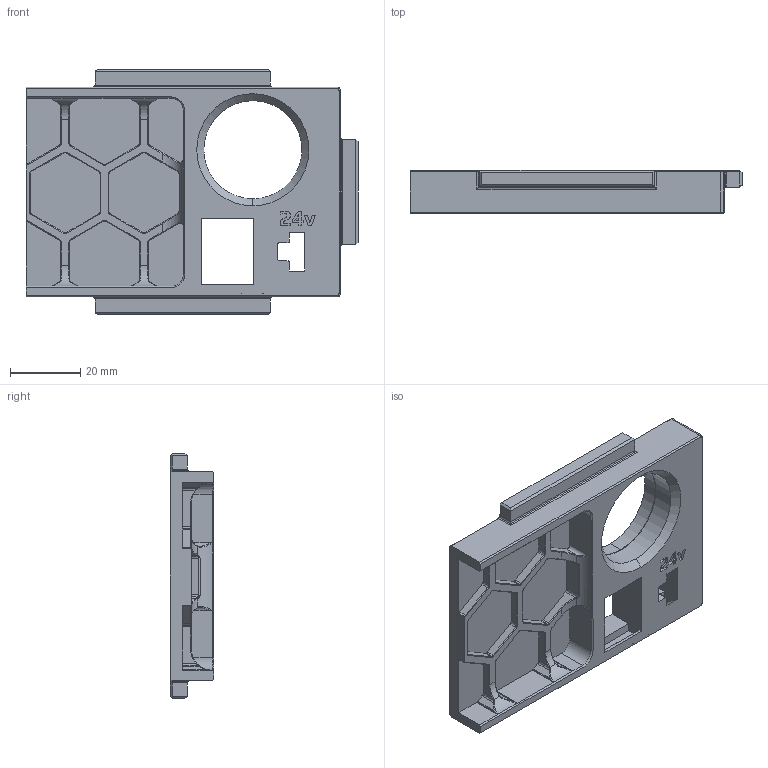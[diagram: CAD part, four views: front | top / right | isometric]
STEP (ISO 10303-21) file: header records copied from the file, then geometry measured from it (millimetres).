
FILE_DESCRIPTION (( 'STEP AP203' ), '1' );
FILE_NAME ('Box_Turtle_right_rear_skirt_keystone_microfit.STEP', '2025-02-08T16:16:53', ( '' ), ( '' ), 'SwSTEP 2.0', 'SolidWorks 2025', '' );
FILE_SCHEMA (( 'CONFIG_CONTROL_DESIGN' ));
Length unit declared in the file: millimetre
Products named in the file (1): Box_Turtle_right_rear_skirt_keystone_microfit
Bounding box: 94.7 x 12.4 x 69.8 mm (x, y, z)
Volume: 36372.4 mm3; surface area: 20082.4 mm2
Topology: 2 solids, 6 shells, 563 faces, 1433 edges, 883 vertices
Faces by surface type: plane 239, cylinder 152, bspline 93, cone 79
Entity records: 19122 total; most frequent: CARTESIAN_POINT 6120, ORIENTED_EDGE 2842, DIRECTION 2440, EDGE_CURVE 1421, LINE 888, VECTOR 888, VERTEX_POINT 883, AXIS2_PLACEMENT_3D 776
